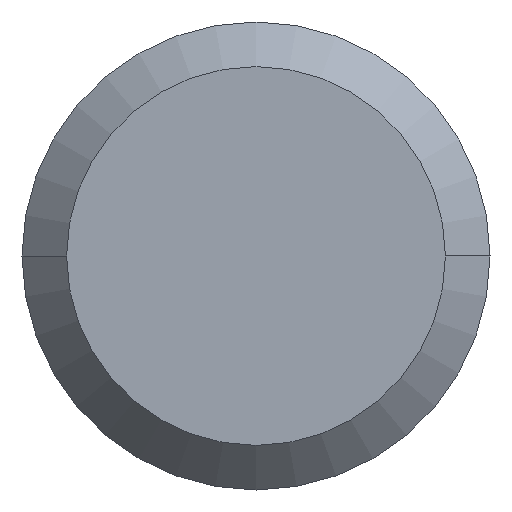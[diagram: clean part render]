
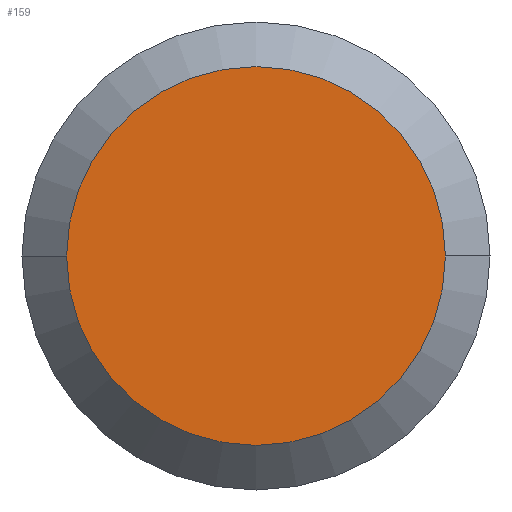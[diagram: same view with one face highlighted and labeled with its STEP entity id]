
A CAD part, left-side view. The second image highlights one B-rep face of the part: STEP entity #159.
In plain terms, the highlighted planar face has unit normal (-1, 0, 0).
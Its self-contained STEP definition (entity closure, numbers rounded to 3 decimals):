
#4 = DIRECTION ( 'NONE',  ( 0., 1., 0. ) ) ;
#16 = CARTESIAN_POINT ( 'NONE',  ( 0., 3.238, 0. ) ) ;
#39 = VERTEX_POINT ( 'NONE', #87 ) ;
#55 = CIRCLE ( 'NONE', #409, 3.238 ) ;
#67 = DIRECTION ( 'NONE',  ( 0., 1., 0. ) ) ;
#87 = CARTESIAN_POINT ( 'NONE',  ( 0., -3.238, 0. ) ) ;
#88 = AXIS2_PLACEMENT_3D ( 'NONE', #218, #249, #279 ) ;
#124 = ORIENTED_EDGE ( 'NONE', *, *, #219, .F. ) ;
#137 = ORIENTED_EDGE ( 'NONE', *, *, #186, .F. ) ;
#144 = CIRCLE ( 'NONE', #253, 3.238 ) ;
#159 = ADVANCED_FACE ( 'NONE', ( #362 ), #350, .T. ) ;
#186 = EDGE_CURVE ( 'NONE', #39, #368, #144, .T. ) ;
#191 = CARTESIAN_POINT ( 'NONE',  ( 0., 0., 0. ) ) ;
#218 = CARTESIAN_POINT ( 'NONE',  ( 0., 0., 0. ) ) ;
#219 = EDGE_CURVE ( 'NONE', #368, #39, #55, .T. ) ;
#240 = EDGE_LOOP ( 'NONE', ( #124, #137 ) ) ;
#248 = DIRECTION ( 'NONE',  ( 1., 0., 0. ) ) ;
#249 = DIRECTION ( 'NONE',  ( -1., 0., 0. ) ) ;
#253 = AXIS2_PLACEMENT_3D ( 'NONE', #317, #386, #4 ) ;
#279 = DIRECTION ( 'NONE',  ( 0., -1., 0. ) ) ;
#317 = CARTESIAN_POINT ( 'NONE',  ( 0., 0., 0. ) ) ;
#350 = PLANE ( 'NONE',  #88 ) ;
#362 = FACE_OUTER_BOUND ( 'NONE', #240, .T. ) ;
#368 = VERTEX_POINT ( 'NONE', #16 ) ;
#386 = DIRECTION ( 'NONE',  ( 1., 0., 0. ) ) ;
#409 = AXIS2_PLACEMENT_3D ( 'NONE', #191, #248, #67 ) ;
